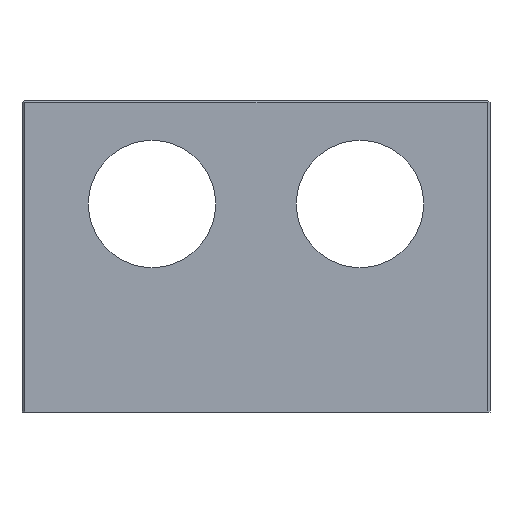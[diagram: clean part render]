
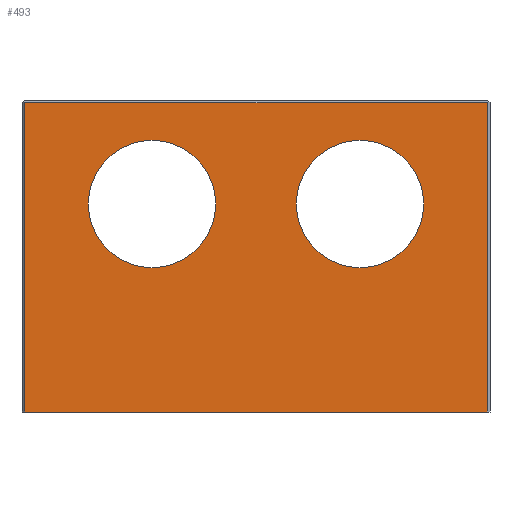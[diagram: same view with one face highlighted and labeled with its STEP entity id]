
A CAD part, front view. The second image highlights one B-rep face of the part: STEP entity #493.
In plain terms, the highlighted planar face has unit normal (0, -1, 0).
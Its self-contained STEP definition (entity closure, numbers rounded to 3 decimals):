
#2=CARTESIAN_POINT('',(25.,0.,40.));
#3=DIRECTION('',(0.,1.,0.));
#4=DIRECTION('',(1.,0.,0.));
#5=AXIS2_PLACEMENT_3D('',#2,#3,#4);
#7=CARTESIAN_POINT('',(25.,0.,40.));
#8=DIRECTION('',(0.,1.,0.));
#9=DIRECTION('',(-1.,0.,0.));
#10=AXIS2_PLACEMENT_3D('',#7,#8,#9);
#12=CARTESIAN_POINT('',(65.,0.,40.));
#13=DIRECTION('',(0.,1.,0.));
#14=DIRECTION('',(1.,0.,0.));
#15=AXIS2_PLACEMENT_3D('',#12,#13,#14);
#17=CARTESIAN_POINT('',(65.,0.,40.));
#18=DIRECTION('',(0.,1.,0.));
#19=DIRECTION('',(-1.,0.,0.));
#20=AXIS2_PLACEMENT_3D('',#17,#18,#19);
#22=DIRECTION('',(0.,0.,-1.));
#23=VECTOR('',#22,59.5);
#24=CARTESIAN_POINT('',(0.5,0.,59.5));
#25=LINE('',#24,#23);
#26=DIRECTION('',(-1.,0.,0.));
#27=VECTOR('',#26,89.);
#28=CARTESIAN_POINT('',(89.5,0.,59.5));
#29=LINE('',#28,#27);
#30=DIRECTION('',(0.,0.,1.));
#31=VECTOR('',#30,59.5);
#32=CARTESIAN_POINT('',(89.5,0.,0.));
#33=LINE('',#32,#31);
#34=DIRECTION('',(-1.,0.,0.));
#35=VECTOR('',#34,89.);
#36=CARTESIAN_POINT('',(89.5,0.,0.));
#37=LINE('',#36,#35);
#358=CARTESIAN_POINT('',(37.25,0.,40.));
#359=CARTESIAN_POINT('',(12.75,0.,40.));
#360=VERTEX_POINT('',#358);
#361=VERTEX_POINT('',#359);
#362=CARTESIAN_POINT('',(77.25,0.,40.));
#363=CARTESIAN_POINT('',(52.75,0.,40.));
#364=VERTEX_POINT('',#362);
#365=VERTEX_POINT('',#363);
#418=CARTESIAN_POINT('',(0.5,0.,0.));
#420=VERTEX_POINT('',#418);
#424=CARTESIAN_POINT('',(0.5,0.,59.5));
#425=VERTEX_POINT('',#424);
#442=CARTESIAN_POINT('',(89.5,0.,59.5));
#443=VERTEX_POINT('',#442);
#447=CARTESIAN_POINT('',(89.5,0.,0.));
#449=VERTEX_POINT('',#447);
#466=CARTESIAN_POINT('',(0.,0.,0.));
#467=DIRECTION('',(0.,1.,0.));
#468=DIRECTION('',(1.,0.,0.));
#469=AXIS2_PLACEMENT_3D('',#466,#467,#468);
#470=PLANE('',#469);
#472=ORIENTED_EDGE('',*,*,#471,.F.);
#474=ORIENTED_EDGE('',*,*,#473,.F.);
#476=ORIENTED_EDGE('',*,*,#475,.F.);
#478=ORIENTED_EDGE('',*,*,#477,.T.);
#479=EDGE_LOOP('',(#472,#474,#476,#478));
#480=FACE_OUTER_BOUND('',#479,.F.);
#482=ORIENTED_EDGE('',*,*,#481,.F.);
#484=ORIENTED_EDGE('',*,*,#483,.F.);
#485=EDGE_LOOP('',(#482,#484));
#486=FACE_BOUND('',#485,.F.);
#488=ORIENTED_EDGE('',*,*,#487,.F.);
#490=ORIENTED_EDGE('',*,*,#489,.F.);
#491=EDGE_LOOP('',(#488,#490));
#492=FACE_BOUND('',#491,.F.);
#493=ADVANCED_FACE('',(#480,#486,#492),#470,.F.);
#6=CIRCLE('',#5,12.25);
#11=CIRCLE('',#10,12.25);
#16=CIRCLE('',#15,12.25);
#21=CIRCLE('',#20,12.25);
#471=EDGE_CURVE('',#425,#420,#25,.T.);
#473=EDGE_CURVE('',#443,#425,#29,.T.);
#475=EDGE_CURVE('',#449,#443,#33,.T.);
#477=EDGE_CURVE('',#449,#420,#37,.T.);
#481=EDGE_CURVE('',#364,#365,#16,.T.);
#483=EDGE_CURVE('',#365,#364,#21,.T.);
#487=EDGE_CURVE('',#360,#361,#6,.T.);
#489=EDGE_CURVE('',#361,#360,#11,.T.);
